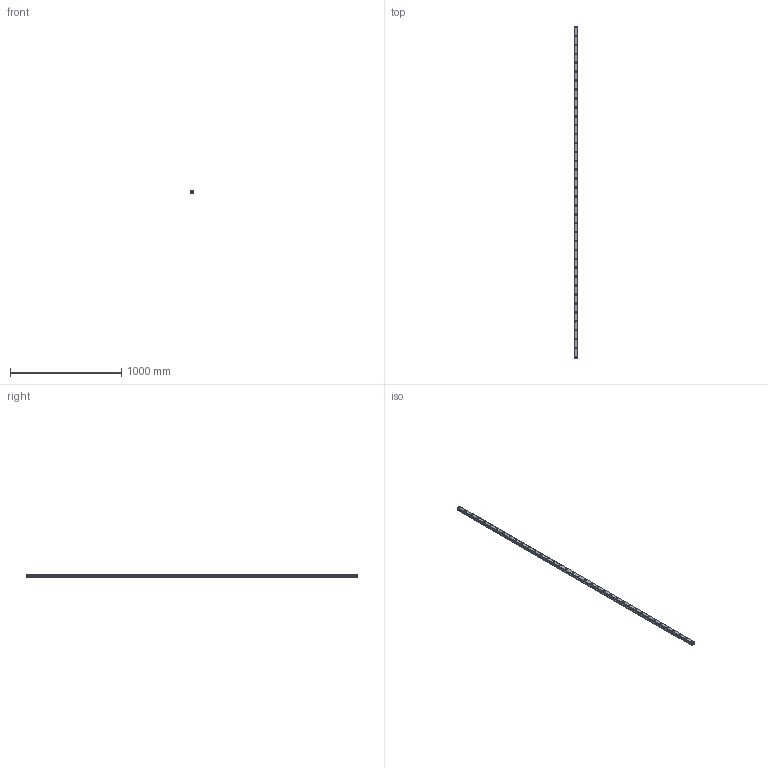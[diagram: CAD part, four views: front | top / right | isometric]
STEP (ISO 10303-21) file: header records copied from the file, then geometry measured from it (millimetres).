
FILE_DESCRIPTION(('STEP AP214'),'1');
FILE_NAME('cctmp_FD6060EE-8993-4917-866F-49A86561C3E2_2020_6_30_9_59_26_277..stp','2020-06-30T07:59:26',('HIWIN GmbH'),('CADClick - www.CADClick.com'),'Spatial InterOp 3D',' ','unknown authorization');
FILE_SCHEMA(('AUTOMOTIVE_DESIGN'));
Length unit declared in the file: millimetre
Products named in the file (1): HGR35R2980H_FILE
Bounding box: 34 x 2980 x 29 mm (x, y, z)
Volume: 2433157.6 mm3; surface area: 432426.3 mm2
Topology: 1 solids, 1 shells, 457 faces, 1011 edges, 674 vertices
Faces by surface type: cylinder 250, plane 207
Entity records: 16505 total; most frequent: DIRECTION 2427, CARTESIAN_POINT 2143, ORIENTED_EDGE 2022, EDGE_CURVE 1011, AXIS2_PLACEMENT_3D 958, VERTEX_POINT 674, EDGE_LOOP 575, LINE 511
